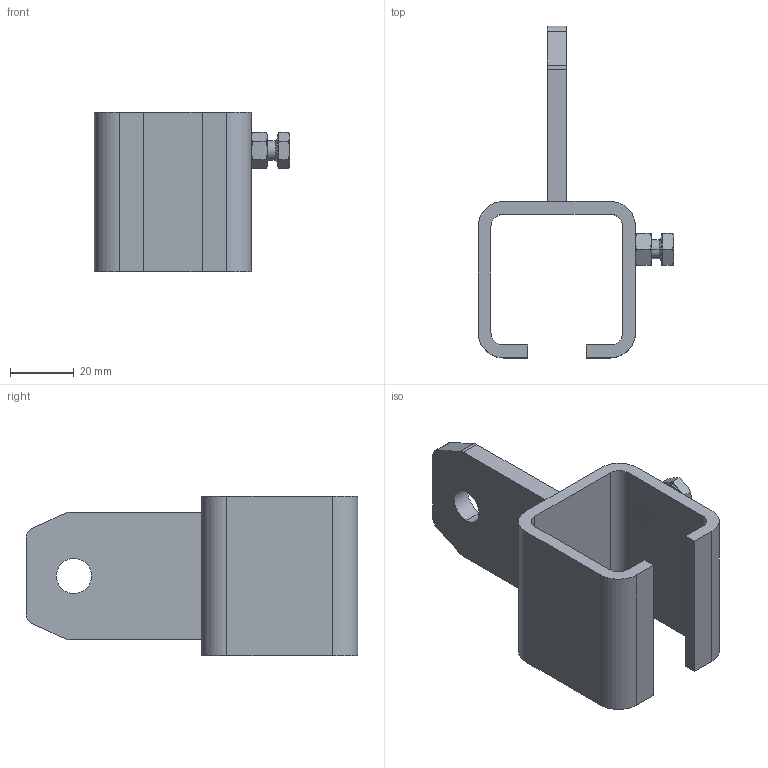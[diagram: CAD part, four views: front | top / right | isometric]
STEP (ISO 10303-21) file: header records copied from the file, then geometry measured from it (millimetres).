
FILE_DESCRIPTION (( 'STEP AP214' ), '1' );
FILE_NAME ('0020640.step', '2022-08-31T12:48:43', ( '' ), ( '' ), 'SwSTEP 2.0', 'SolidWorks 2020', '' );
FILE_SCHEMA (( 'AUTOMOTIVE_DESIGN' ));
Length unit declared in the file: inch
Products named in the file (1): 0020640
Bounding box: 61.3 x 104 x 50 mm (x, y, z)
Volume: 43422.3 mm3; surface area: 22191.9 mm2
Topology: 1 solids, 1 shells, 91 faces, 226 edges, 144 vertices
Faces by surface type: plane 51, cylinder 20, cone 18, torus 2
Entity records: 2868 total; most frequent: CARTESIAN_POINT 670, ORIENTED_EDGE 452, DIRECTION 438, EDGE_CURVE 226, AXIS2_PLACEMENT_3D 152, VERTEX_POINT 144, VECTOR 134, LINE 134
